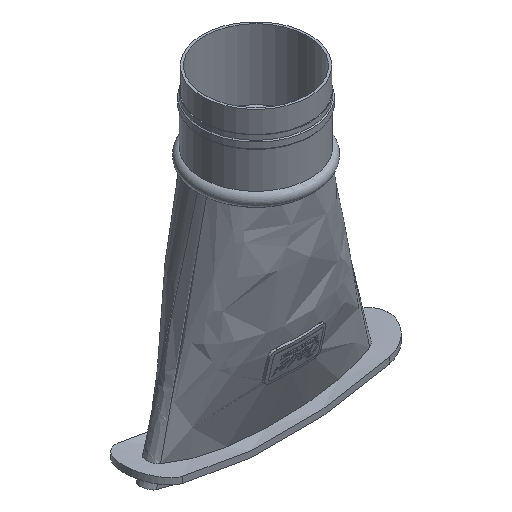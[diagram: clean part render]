
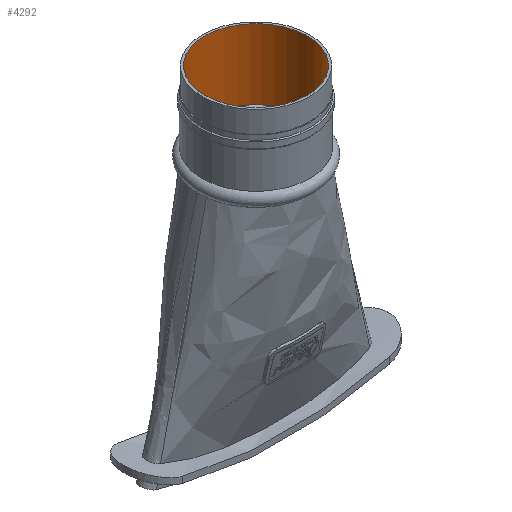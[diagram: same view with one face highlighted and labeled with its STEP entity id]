
A CAD part, isometric view. The second image highlights one B-rep face of the part: STEP entity #4292.
In plain terms, the highlighted cylindrical face has radius 42.5 mm (diameter 85 mm), a full revolution.
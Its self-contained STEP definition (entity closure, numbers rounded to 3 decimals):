
#25=CIRCLE('',#4448,42.5);
#28=CIRCLE('',#4453,42.5);
#54=CYLINDRICAL_SURFACE('',#4452,42.5);
#90=FACE_BOUND('',#1105,.T.);
#828=FACE_OUTER_BOUND('',#1104,.T.);
#1104=EDGE_LOOP('',(#3798));
#1105=EDGE_LOOP('',(#3799));
#1958=VERTEX_POINT('',#10832);
#1961=VERTEX_POINT('',#10840);
#2584=EDGE_CURVE('',#1958,#1958,#25,.T.);
#2587=EDGE_CURVE('',#1961,#1961,#28,.T.);
#3798=ORIENTED_EDGE('',*,*,#2587,.F.);
#3799=ORIENTED_EDGE('',*,*,#2584,.T.);
#4292=ADVANCED_FACE('',(#828,#90),#54,.F.);
#4448=AXIS2_PLACEMENT_3D('',#10833,#4924,#4925);
#4452=AXIS2_PLACEMENT_3D('',#10839,#4932,#4933);
#4453=AXIS2_PLACEMENT_3D('',#10841,#4934,#4935);
#4924=DIRECTION('center_axis',(0.,0.,-1.));
#4925=DIRECTION('ref_axis',(-1.,0.,0.));
#4932=DIRECTION('center_axis',(0.,0.,1.));
#4933=DIRECTION('ref_axis',(-1.,0.,0.));
#4934=DIRECTION('center_axis',(0.,0.,-1.));
#4935=DIRECTION('ref_axis',(-1.,0.,0.));
#10832=CARTESIAN_POINT('',(42.5,0.,11.87));
#10833=CARTESIAN_POINT('Origin',(0.,0.,11.87));
#10839=CARTESIAN_POINT('Origin',(0.,0.,0.));
#10840=CARTESIAN_POINT('',(42.5,0.,70.));
#10841=CARTESIAN_POINT('Origin',(0.,0.,70.));
